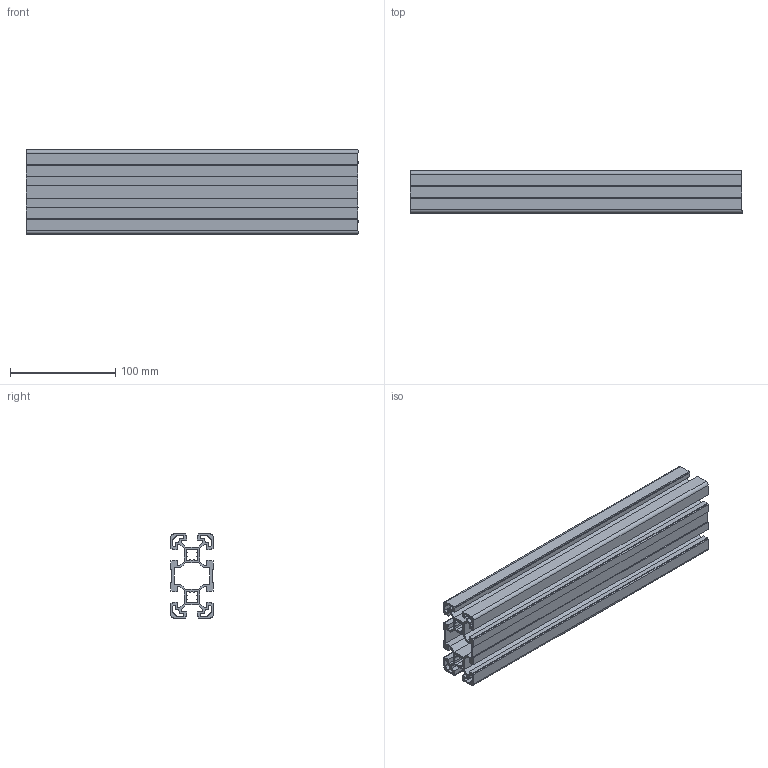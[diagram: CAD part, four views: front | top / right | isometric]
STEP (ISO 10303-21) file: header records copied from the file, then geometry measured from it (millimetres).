
FILE_DESCRIPTION(('FreeCAD Model'),'2;1');
FILE_NAME( 'short_upper.step', '2017-03-03T22:17:19',('Author'),(''), 'Open CASCADE STEP processor 6.9','FreeCAD','Unknown');
FILE_SCHEMA(('AUTOMOTIVE_DESIGN_CC2 { 1 2 10303 214 -1 1 5 4 }'));
Length unit declared in the file: millimetre
Products named in the file (2): ASSEMBLY; upper_left
Assembly tree (1 placements, depth 2):
  ASSEMBLY
    upper_left
Bounding box: 315 x 40 x 80 mm (x, y, z)
Volume: 304662.3 mm3; surface area: 265506.4 mm2
Topology: 1 solids, 1 shells, 206 faces, 612 edges, 408 vertices
Faces by surface type: plane 174, cylinder 32
Entity records: 14843 total; most frequent: CARTESIAN_POINT 2452, DIRECTION 2316, LINE 1708, VECTOR 1708, ORIENTED_EDGE 1224, PCURVE 1224, DEFINITIONAL_REPRESENTATION 1224, EDGE_CURVE 612
